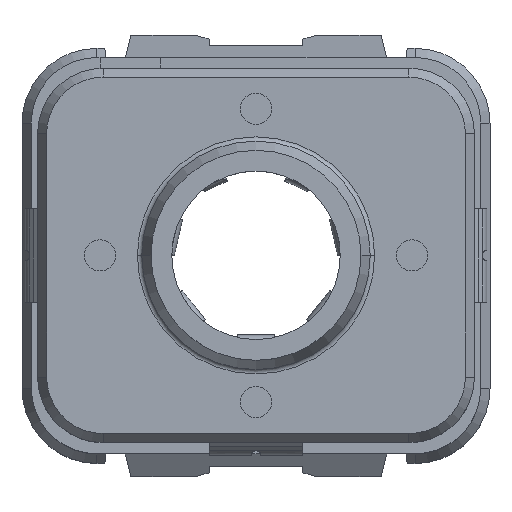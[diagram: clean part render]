
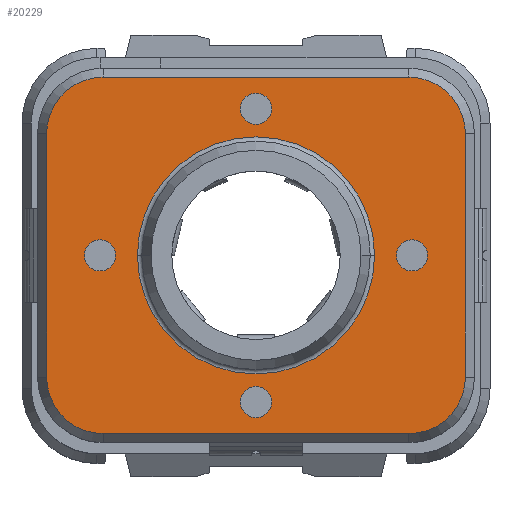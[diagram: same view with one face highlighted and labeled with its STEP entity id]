
A CAD part, top view. The second image highlights one B-rep face of the part: STEP entity #20229.
In plain terms, the highlighted planar face has unit normal (0, 0, 1).
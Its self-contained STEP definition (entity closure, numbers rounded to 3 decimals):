
#7932=CARTESIAN_POINT('',(-4.9,-3.9,4.155));
#7933=DIRECTION('',(0.,0.,1.));
#7934=DIRECTION('',(-1.,0.,0.));
#7935=AXIS2_PLACEMENT_3D('',#7932,#7933,#7934);
#7937=DIRECTION('',(0.,-1.,0.));
#7938=VECTOR('',#7937,7.8);
#7939=CARTESIAN_POINT('',(-6.711,3.9,4.155));
#7940=LINE('',#7939,#7938);
#7941=CARTESIAN_POINT('',(-4.9,3.9,4.155));
#7942=DIRECTION('',(0.,0.,1.));
#7943=DIRECTION('',(0.,1.,0.));
#7944=AXIS2_PLACEMENT_3D('',#7941,#7942,#7943);
#7946=DIRECTION('',(-1.,0.,0.));
#7947=VECTOR('',#7946,9.8);
#7948=CARTESIAN_POINT('',(4.9,5.711,4.155));
#7949=LINE('',#7948,#7947);
#7950=CARTESIAN_POINT('',(4.9,3.9,4.155));
#7951=DIRECTION('',(0.,0.,1.));
#7952=DIRECTION('',(1.,0.,0.));
#7953=AXIS2_PLACEMENT_3D('',#7950,#7951,#7952);
#7955=DIRECTION('',(0.,1.,0.));
#7956=VECTOR('',#7955,7.8);
#7957=CARTESIAN_POINT('',(6.711,-3.9,4.155));
#7958=LINE('',#7957,#7956);
#7959=CARTESIAN_POINT('',(4.9,-3.9,4.155));
#7960=DIRECTION('',(0.,0.,1.));
#7961=DIRECTION('',(0.,-1.,0.));
#7962=AXIS2_PLACEMENT_3D('',#7959,#7960,#7961);
#7964=DIRECTION('',(1.,0.,0.));
#7965=VECTOR('',#7964,9.8);
#7966=CARTESIAN_POINT('',(-4.9,-5.711,
4.155));
#7967=LINE('',#7966,#7965);
#7968=CARTESIAN_POINT('',(0.,0.,4.155));
#7969=DIRECTION('',(0.,0.,1.));
#7970=DIRECTION('',(-1.,0.,0.));
#7971=AXIS2_PLACEMENT_3D('',#7968,#7969,#7970);
#7973=CARTESIAN_POINT('',(0.,0.,4.155));
#7974=DIRECTION('',(0.,0.,1.));
#7975=DIRECTION('',(1.,0.,0.));
#7976=AXIS2_PLACEMENT_3D('',#7973,#7974,#7975);
#9294=CARTESIAN_POINT('',(0.,4.7,4.155));
#9295=DIRECTION('',(0.,0.,1.));
#9296=DIRECTION('',(1.,0.,0.));
#9297=AXIS2_PLACEMENT_3D('',#9294,#9295,#9296);
#9303=CARTESIAN_POINT('',(0.,4.7,4.155));
#9304=DIRECTION('',(0.,0.,1.));
#9305=DIRECTION('',(-1.,0.,0.));
#9306=AXIS2_PLACEMENT_3D('',#9303,#9304,#9305);
#9322=CARTESIAN_POINT('',(-5.,0.,4.155));
#9323=DIRECTION('',(0.,0.,1.));
#9324=DIRECTION('',(1.,0.,0.));
#9325=AXIS2_PLACEMENT_3D('',#9322,#9323,#9324);
#9331=CARTESIAN_POINT('',(-5.,0.,4.155));
#9332=DIRECTION('',(0.,0.,1.));
#9333=DIRECTION('',(-1.,0.,0.));
#9334=AXIS2_PLACEMENT_3D('',#9331,#9332,#9333);
#9350=CARTESIAN_POINT('',(5.,0.,4.155));
#9351=DIRECTION('',(0.,0.,1.));
#9352=DIRECTION('',(1.,0.,0.));
#9353=AXIS2_PLACEMENT_3D('',#9350,#9351,#9352);
#9359=CARTESIAN_POINT('',(5.,0.,4.155));
#9360=DIRECTION('',(0.,0.,1.));
#9361=DIRECTION('',(-1.,0.,0.));
#9362=AXIS2_PLACEMENT_3D('',#9359,#9360,#9361);
#9378=CARTESIAN_POINT('',(0.,-4.7,4.155));
#9379=DIRECTION('',(0.,0.,1.));
#9380=DIRECTION('',(1.,0.,0.));
#9381=AXIS2_PLACEMENT_3D('',#9378,#9379,#9380);
#9387=CARTESIAN_POINT('',(0.,-4.7,4.155));
#9388=DIRECTION('',(0.,0.,1.));
#9389=DIRECTION('',(-1.,0.,0.));
#9390=AXIS2_PLACEMENT_3D('',#9387,#9388,#9389);
#11716=CARTESIAN_POINT('',(-3.8,0.,4.155));
#11717=CARTESIAN_POINT('',(3.8,0.,4.155));
#11718=VERTEX_POINT('',#11716);
#11719=VERTEX_POINT('',#11717);
#11812=CARTESIAN_POINT('',(-6.711,-3.9,4.155));
#11813=CARTESIAN_POINT('',(-4.9,-5.711,4.155));
#11814=VERTEX_POINT('',#11812);
#11815=VERTEX_POINT('',#11813);
#11820=CARTESIAN_POINT('',(4.9,-5.711,
4.155));
#11821=VERTEX_POINT('',#11820);
#11824=CARTESIAN_POINT('',(6.711,-3.9,4.155));
#11825=VERTEX_POINT('',#11824);
#11828=CARTESIAN_POINT('',(6.711,3.9,4.155));
#11829=VERTEX_POINT('',#11828);
#11832=CARTESIAN_POINT('',(4.9,5.711,4.155));
#11833=VERTEX_POINT('',#11832);
#11836=CARTESIAN_POINT('',(-4.9,5.711,
4.155));
#11837=VERTEX_POINT('',#11836);
#11840=CARTESIAN_POINT('',(-6.711,3.9,4.155));
#11841=VERTEX_POINT('',#11840);
#11900=CARTESIAN_POINT('',(0.5,4.7,4.155));
#11901=CARTESIAN_POINT('',(-0.5,4.7,4.155));
#11902=VERTEX_POINT('',#11900);
#11903=VERTEX_POINT('',#11901);
#11904=CARTESIAN_POINT('',(-4.5,0.,4.155));
#11905=CARTESIAN_POINT('',(-5.5,0.,4.155));
#11906=VERTEX_POINT('',#11904);
#11907=VERTEX_POINT('',#11905);
#11908=CARTESIAN_POINT('',(5.5,0.,4.155));
#11909=CARTESIAN_POINT('',(4.5,0.,4.155));
#11910=VERTEX_POINT('',#11908);
#11911=VERTEX_POINT('',#11909);
#11912=CARTESIAN_POINT('',(0.5,-4.7,4.155));
#11913=CARTESIAN_POINT('',(-0.5,-4.7,4.155));
#11914=VERTEX_POINT('',#11912);
#11915=VERTEX_POINT('',#11913);
#20177=CARTESIAN_POINT('',(0.,0.,4.155));
#20178=DIRECTION('',(0.,0.,1.));
#20179=DIRECTION('',(-1.,0.,0.));
#20180=AXIS2_PLACEMENT_3D('',#20177,#20178,#20179);
#20181=PLANE('',#20180);
#20183=ORIENTED_EDGE('',*,*,#20182,.F.);
#20185=ORIENTED_EDGE('',*,*,#20184,.F.);
#20186=ORIENTED_EDGE('',*,*,#20167,.F.);
#20188=ORIENTED_EDGE('',*,*,#20187,.F.);
#20190=ORIENTED_EDGE('',*,*,#20189,.F.);
#20192=ORIENTED_EDGE('',*,*,#20191,.F.);
#20194=ORIENTED_EDGE('',*,*,#20193,.F.);
#20196=ORIENTED_EDGE('',*,*,#20195,.F.);
#20197=EDGE_LOOP('',(#20183,#20185,#20186,#20188,#20190,#20192,#20194,#20196));
#20198=FACE_OUTER_BOUND('',#20197,.F.);
#20200=ORIENTED_EDGE('',*,*,#20199,.T.);
#20202=ORIENTED_EDGE('',*,*,#20201,.T.);
#20203=EDGE_LOOP('',(#20200,#20202));
#20204=FACE_BOUND('',#20203,.F.);
#20206=ORIENTED_EDGE('',*,*,#20205,.T.);
#20208=ORIENTED_EDGE('',*,*,#20207,.T.);
#20209=EDGE_LOOP('',(#20206,#20208));
#20210=FACE_BOUND('',#20209,.F.);
#20212=ORIENTED_EDGE('',*,*,#20211,.T.);
#20214=ORIENTED_EDGE('',*,*,#20213,.T.);
#20215=EDGE_LOOP('',(#20212,#20214));
#20216=FACE_BOUND('',#20215,.F.);
#20218=ORIENTED_EDGE('',*,*,#20217,.T.);
#20220=ORIENTED_EDGE('',*,*,#20219,.T.);
#20221=EDGE_LOOP('',(#20218,#20220));
#20222=FACE_BOUND('',#20221,.F.);
#20224=ORIENTED_EDGE('',*,*,#20223,.T.);
#20226=ORIENTED_EDGE('',*,*,#20225,.T.);
#20227=EDGE_LOOP('',(#20224,#20226));
#20228=FACE_BOUND('',#20227,.F.);
#20229=ADVANCED_FACE('',(#20198,#20204,#20210,#20216,#20222,#20228),#20181,.T.);
#7936=CIRCLE('',#7935,1.811);
#7945=CIRCLE('',#7944,1.811);
#7954=CIRCLE('',#7953,1.811);
#7963=CIRCLE('',#7962,1.811);
#7972=CIRCLE('',#7971,3.8);
#7977=CIRCLE('',#7976,3.8);
#9298=CIRCLE('',#9297,0.5);
#9307=CIRCLE('',#9306,0.5);
#9326=CIRCLE('',#9325,0.5);
#9335=CIRCLE('',#9334,0.5);
#9354=CIRCLE('',#9353,0.5);
#9363=CIRCLE('',#9362,0.5);
#9382=CIRCLE('',#9381,0.5);
#9391=CIRCLE('',#9390,0.5);
#20167=EDGE_CURVE('',#11837,#11841,#7945,.T.);
#20182=EDGE_CURVE('',#11814,#11815,#7936,.T.);
#20184=EDGE_CURVE('',#11841,#11814,#7940,.T.);
#20187=EDGE_CURVE('',#11833,#11837,#7949,.T.);
#20189=EDGE_CURVE('',#11829,#11833,#7954,.T.);
#20191=EDGE_CURVE('',#11825,#11829,#7958,.T.);
#20193=EDGE_CURVE('',#11821,#11825,#7963,.T.);
#20195=EDGE_CURVE('',#11815,#11821,#7967,.T.);
#20199=EDGE_CURVE('',#11718,#11719,#7972,.T.);
#20201=EDGE_CURVE('',#11719,#11718,#7977,.T.);
#20205=EDGE_CURVE('',#11902,#11903,#9298,.T.);
#20207=EDGE_CURVE('',#11903,#11902,#9307,.T.);
#20211=EDGE_CURVE('',#11906,#11907,#9326,.T.);
#20213=EDGE_CURVE('',#11907,#11906,#9335,.T.);
#20217=EDGE_CURVE('',#11910,#11911,#9354,.T.);
#20219=EDGE_CURVE('',#11911,#11910,#9363,.T.);
#20223=EDGE_CURVE('',#11914,#11915,#9382,.T.);
#20225=EDGE_CURVE('',#11915,#11914,#9391,.T.);
